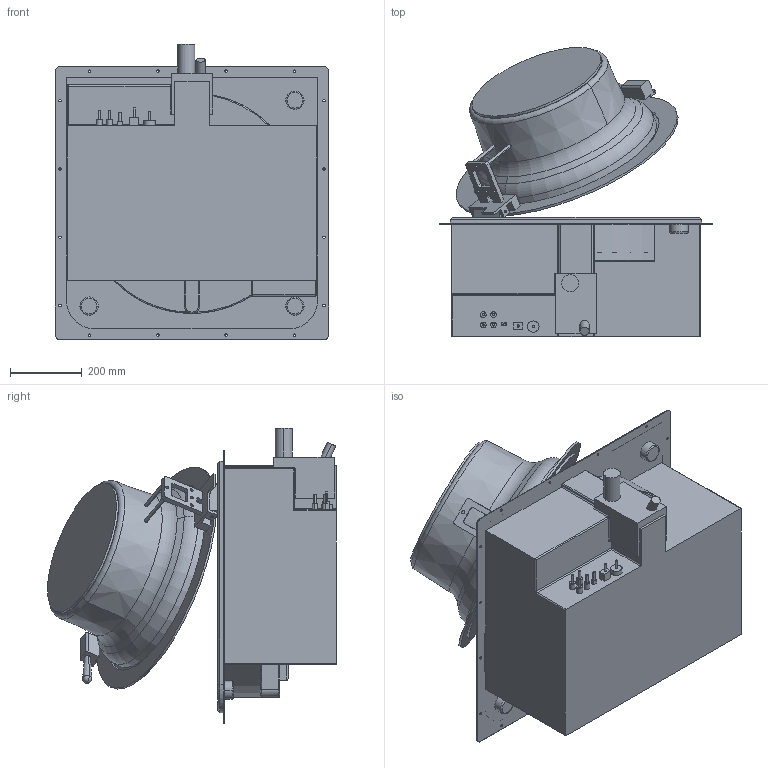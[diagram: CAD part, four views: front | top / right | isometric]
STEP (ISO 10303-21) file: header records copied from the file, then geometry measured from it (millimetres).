
FILE_DESCRIPTION((''),'2;1');
FILE_NAME('A-F-SD3_ENVELOPE_ASM','2025-05-06T10:55:04',('bwaterworth'),(''),'CREO PARAMETRIC BY PTC INC, 2020354','CREO PARAMETRIC BY PTC INC, 2020354','');
FILE_SCHEMA(('CONFIG_CONTROL_DESIGN'));
Length unit declared in the file: inch
Products named in the file (3): A-F-SC4-2_ENVELOPE; A-SD3_LID_ENVELOPE; A-F-SD3_ENVELOPE_ASM
Assembly tree (2 placements, depth 2):
  A-F-SD3_ENVELOPE_ASM
    A-F-SC4-2_ENVELOPE
    A-SD3_LID_ENVELOPE
Bounding box: 762 x 806.37 x 824.03 mm (x, y, z)
Volume: 97714241.1 mm3; surface area: 3628398.4 mm2
Topology: 2 solids, 2 shells, 361 faces, 892 edges, 572 vertices
Faces by surface type: cylinder 165, plane 137, torus 36, cone 20, sphere 3
Entity records: 11074 total; most frequent: DIRECTION 2010, CARTESIAN_POINT 1984, ORIENTED_EDGE 1780, EDGE_CURVE 890, AXIS2_PLACEMENT_3D 774, VERTEX_POINT 572, VECTOR 462, LINE 462
